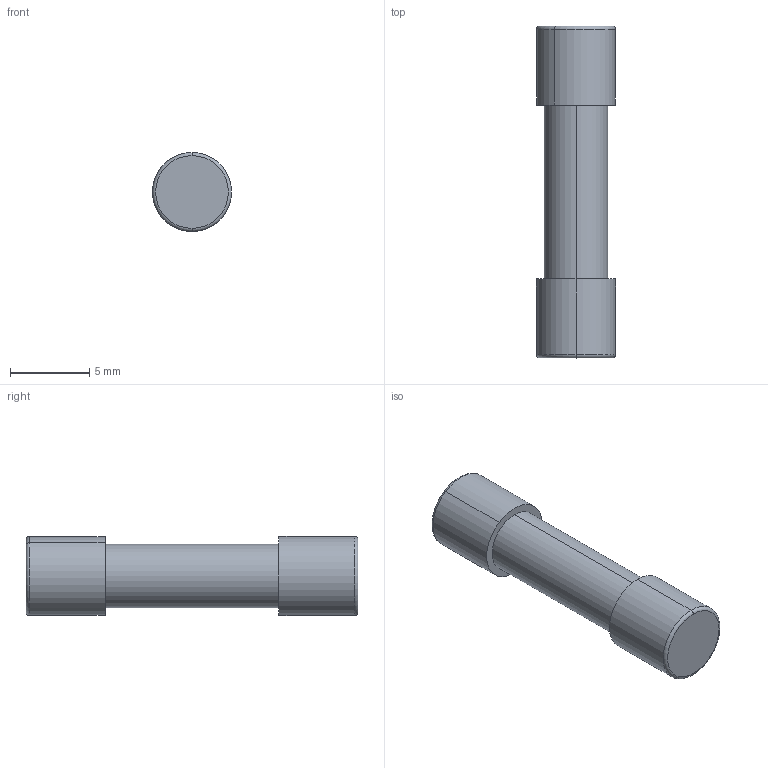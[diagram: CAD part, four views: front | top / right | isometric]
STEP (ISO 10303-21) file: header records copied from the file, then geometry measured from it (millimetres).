
FILE_DESCRIPTION (( 'STEP AP214' ), '1' );
FILE_NAME ('fuse.STEP', '2020-04-16T08:45:17', ( '' ), ( '' ), 'SwSTEP 2.0', 'SolidWorks 2018', '' );
FILE_SCHEMA (( 'AUTOMOTIVE_DESIGN' ));
Length unit declared in the file: millimetre
Products named in the file (4): fuse; Part3; Part1; Part2
Assembly tree (4 placements, depth 2):
  fuse
    Part1  x2
    Part2
    Part3
Bounding box: 5 x 21 x 5 mm (x, y, z)
Volume: 193.1 mm3; surface area: 803.1 mm2
Topology: 4 solids, 4 shells, 28 faces, 50 edges, 32 vertices
Faces by surface type: cylinder 14, plane 10, torus 4
Entity records: 642 total; most frequent: DIRECTION 110, CARTESIAN_POINT 82, ORIENTED_EDGE 68, AXIS2_PLACEMENT_3D 50, EDGE_CURVE 34, CIRCLE 24, EDGE_LOOP 22, VERTEX_POINT 22
